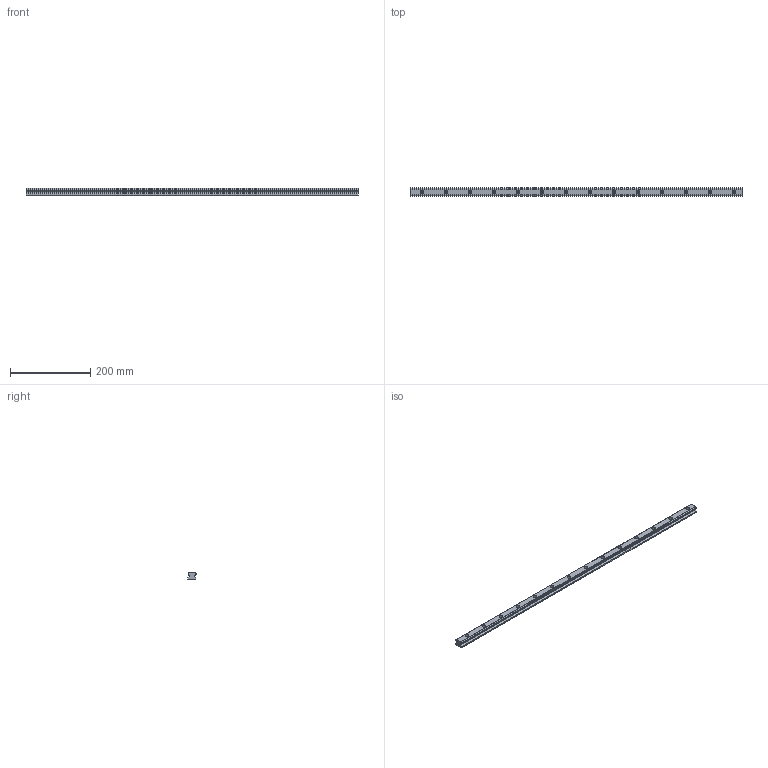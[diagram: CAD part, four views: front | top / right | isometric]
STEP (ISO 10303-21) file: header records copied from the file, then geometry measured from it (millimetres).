
FILE_DESCRIPTION(('starvars output'),'2;1');
FILE_NAME('cv20220118041641000002456.stp','04:16:41 2022/01/18',( 'Thomas Industrial Network Germany GmbH'),( 'Thomas Industrial Network Germany GmbH'),'unknown preprocess','ACIS' ,'unknown authorization');
FILE_SCHEMA(('AUTOMOTIVE_DESIGN_CC2 {UNKNOWN IMPLEMENTATION LEVEL}'));
Length unit declared in the file: millimetre
Products named in the file (1): PRODUCT_ID_1
Bounding box: 830 x 20 x 17.5 mm (x, y, z)
Volume: 234143.2 mm3; surface area: 69855.9 mm2
Topology: 1 solids, 1 shells, 96 faces, 240 edges, 160 vertices
Faces by surface type: cylinder 60, plane 36
Entity records: 3411 total; most frequent: ORIENTED_EDGE 480, CARTESIAN_POINT 412, DIRECTION 384, EDGE_CURVE 240, VERTEX_POINT 160, EDGE_LOOP 138, FACE_BOUND 138, AXIS2_PLACEMENT_3D 132
